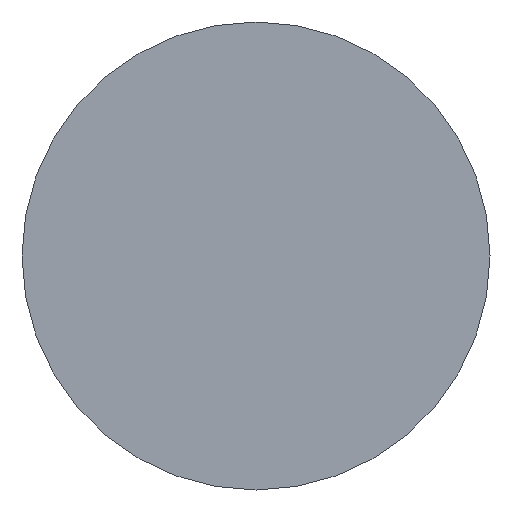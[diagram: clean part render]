
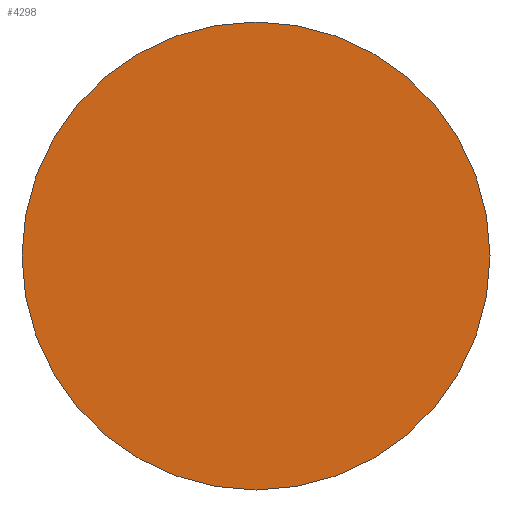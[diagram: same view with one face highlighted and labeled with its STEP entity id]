
A CAD part, front view. The second image highlights one B-rep face of the part: STEP entity #4298.
In plain terms, the highlighted planar face has unit normal (0, -1, 0).
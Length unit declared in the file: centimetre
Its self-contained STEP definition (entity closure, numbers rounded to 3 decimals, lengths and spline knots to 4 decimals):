
#806 = DIRECTION ( 'NONE',  ( 0., 0., -1. ) ) ;
#1388 = VERTEX_POINT ( 'NONE', #6255 ) ;
#1851 = CARTESIAN_POINT ( 'NONE',  ( -53.7008, -68.6702, -29.5662 ) ) ;
#1976 = AXIS2_PLACEMENT_3D ( 'NONE', #1851, #4652, #806 ) ;
#2035 = DIRECTION ( 'NONE',  ( -1., 0., 0. ) ) ;
#2525 = PLANE ( 'NONE',  #1976 ) ;
#2547 = AXIS2_PLACEMENT_3D ( 'NONE', #6768, #6871, #2035 ) ;
#2903 = AXIS2_PLACEMENT_3D ( 'NONE', #5569, #4447, #4553 ) ;
#3022 = VERTEX_POINT ( 'NONE', #3681 ) ;
#3482 = FACE_OUTER_BOUND ( 'NONE', #6497, .T. ) ;
#3681 = CARTESIAN_POINT ( 'NONE',  ( -52.8566, -68.6702, -30.4104 ) ) ;
#4298 = ADVANCED_FACE ( 'NONE', ( #3482 ), #2525, .T. ) ;
#4447 = DIRECTION ( 'NONE',  ( 0., -1., 0. ) ) ;
#4510 = EDGE_CURVE ( 'NONE', #3022, #1388, #5314, .T. ) ;
#4553 = DIRECTION ( 'NONE',  ( -1., 0., 0. ) ) ;
#4652 = DIRECTION ( 'NONE',  ( 0., -1., 0. ) ) ;
#4712 = EDGE_CURVE ( 'NONE', #1388, #3022, #6921, .T. ) ;
#5314 = CIRCLE ( 'NONE', #2547, 0.8442 ) ;
#5569 = CARTESIAN_POINT ( 'NONE',  ( -53.7008, -68.6702, -30.4104 ) ) ;
#6255 = CARTESIAN_POINT ( 'NONE',  ( -54.545, -68.6702, -30.4104 ) ) ;
#6497 = EDGE_LOOP ( 'NONE', ( #6858, #6895 ) ) ;
#6768 = CARTESIAN_POINT ( 'NONE',  ( -53.7008, -68.6702, -30.4104 ) ) ;
#6858 = ORIENTED_EDGE ( 'NONE', *, *, #4712, .T. ) ;
#6871 = DIRECTION ( 'NONE',  ( 0., -1., 0. ) ) ;
#6895 = ORIENTED_EDGE ( 'NONE', *, *, #4510, .T. ) ;
#6921 = CIRCLE ( 'NONE', #2903, 0.8442 ) ;
